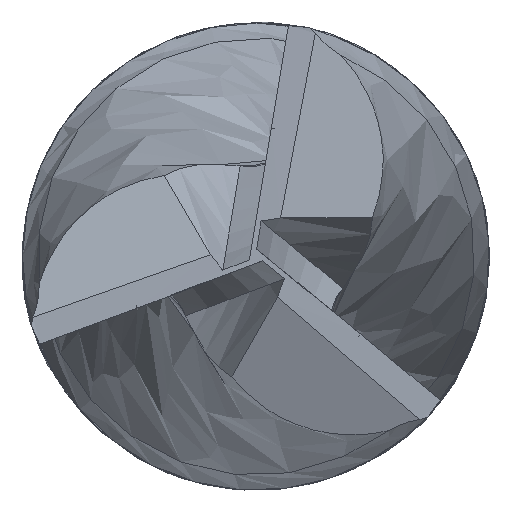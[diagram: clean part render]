
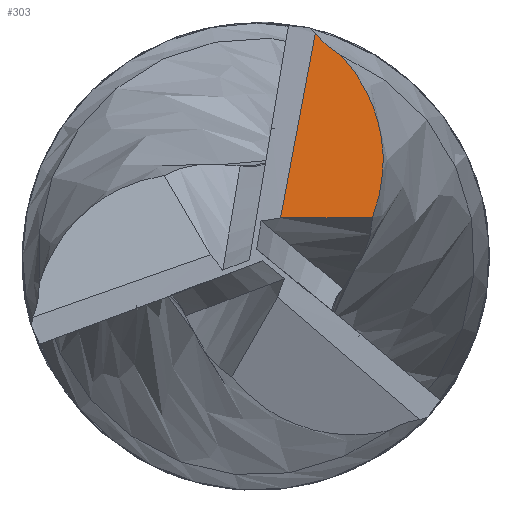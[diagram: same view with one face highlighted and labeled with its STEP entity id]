
A CAD part, front view. The second image highlights one B-rep face of the part: STEP entity #303.
In plain terms, the highlighted face is planar.
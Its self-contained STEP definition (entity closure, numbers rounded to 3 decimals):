
#303=ADVANCED_FACE('',(#361),#311,.F.);
#311=PLANE('',#995);
#361=FACE_OUTER_BOUND('',#413,.T.);
#413=EDGE_LOOP('',(#757,#758,#759,#760));
#436=B_SPLINE_CURVE_WITH_KNOTS('',3,(#1464,#1465,#1466,#1467,#1468,#1469,
#1470,#1471,#1472,#1473,#1474,#1475,#1476,#1477,#1478,#1479),
 .UNSPECIFIED.,.F.,.F.,(4,3,3,3,3,4),(0.,0.048,0.319,
0.601,0.879,1.),.UNSPECIFIED.);
#488=B_SPLINE_CURVE_WITH_KNOTS('',3,(#4752,#4753,#4754,#4755,#4756,#4757,
#4758),.UNSPECIFIED.,.F.,.F.,(4,3,4),(0.,0.607,1.),
 .UNSPECIFIED.);
#522=B_SPLINE_CURVE_WITH_KNOTS('',3,(#6890,#6891,#6892,#6893,#6894,#6895,
#6896),.UNSPECIFIED.,.F.,.F.,(4,3,4),(0.,0.582,1.),
 .UNSPECIFIED.);
#757=ORIENTED_EDGE('',*,*,#845,.T.);
#758=ORIENTED_EDGE('',*,*,#958,.T.);
#759=ORIENTED_EDGE('',*,*,#865,.T.);
#760=ORIENTED_EDGE('',*,*,#917,.F.);
#772=VERTEX_POINT('',#1094);
#773=VERTEX_POINT('',#1096);
#791=VERTEX_POINT('',#1480);
#792=VERTEX_POINT('',#1481);
#845=EDGE_CURVE('',#773,#772,#961,.T.);
#865=EDGE_CURVE('',#791,#792,#436,.T.);
#917=EDGE_CURVE('',#773,#792,#488,.T.);
#958=EDGE_CURVE('',#772,#791,#522,.T.);
#961=LINE('',#1095,#967);
#967=VECTOR('',#1002,1.);
#995=AXIS2_PLACEMENT_3D('',#6918,#1052,#1053);
#1002=DIRECTION('',(-0.806,-0.453,-0.381));
#1052=DIRECTION('',(0.185,0.418,-0.889));
#1053=DIRECTION('',(0.106,-0.908,-0.405));
#1094=CARTESIAN_POINT('',(-345.641,670.859,-286.575));
#1095=CARTESIAN_POINT('',(-346.374,670.447,-286.921));
#1096=CARTESIAN_POINT('',(-342.4,672.681,-285.044));
#1464=CARTESIAN_POINT('',(-344.198,669.427,-286.947));
#1465=CARTESIAN_POINT('',(-344.143,669.445,-286.927));
#1466=CARTESIAN_POINT('',(-344.089,669.464,-286.907));
#1467=CARTESIAN_POINT('',(-344.036,669.485,-286.886));
#1468=CARTESIAN_POINT('',(-343.738,669.599,-286.77));
#1469=CARTESIAN_POINT('',(-343.459,669.761,-286.636));
#1470=CARTESIAN_POINT('',(-343.225,669.962,-286.493));
#1471=CARTESIAN_POINT('',(-342.982,670.169,-286.345));
#1472=CARTESIAN_POINT('',(-342.78,670.424,-286.184));
#1473=CARTESIAN_POINT('',(-342.633,670.701,-286.023));
#1474=CARTESIAN_POINT('',(-342.488,670.975,-285.864));
#1475=CARTESIAN_POINT('',(-342.393,671.279,-285.701));
#1476=CARTESIAN_POINT('',(-342.349,671.588,-285.547));
#1477=CARTESIAN_POINT('',(-342.329,671.724,-285.479));
#1478=CARTESIAN_POINT('',(-342.319,671.863,-285.412));
#1479=CARTESIAN_POINT('',(-342.318,672.001,-285.346));
#1480=CARTESIAN_POINT('',(-344.198,669.427,-286.947));
#1481=CARTESIAN_POINT('',(-342.318,672.001,-285.346));
#4752=CARTESIAN_POINT('',(-342.4,672.681,-285.044));
#4753=CARTESIAN_POINT('',(-342.412,672.545,-285.11));
#4754=CARTESIAN_POINT('',(-342.405,672.406,-285.174));
#4755=CARTESIAN_POINT('',(-342.382,672.269,-285.234));
#4756=CARTESIAN_POINT('',(-342.367,672.179,-285.273));
#4757=CARTESIAN_POINT('',(-342.345,672.09,-285.31));
#4758=CARTESIAN_POINT('',(-342.318,672.001,-285.346));
#6890=CARTESIAN_POINT('',(-345.641,670.859,-286.575));
#6891=CARTESIAN_POINT('',(-345.345,670.595,-286.638));
#6892=CARTESIAN_POINT('',(-345.055,670.326,-286.703));
#6893=CARTESIAN_POINT('',(-344.776,670.048,-286.776));
#6894=CARTESIAN_POINT('',(-344.576,669.847,-286.829));
#6895=CARTESIAN_POINT('',(-344.381,669.641,-286.885));
#6896=CARTESIAN_POINT('',(-344.198,669.427,-286.947));
#6918=CARTESIAN_POINT('',(-327.768,676.028,-280.424));
